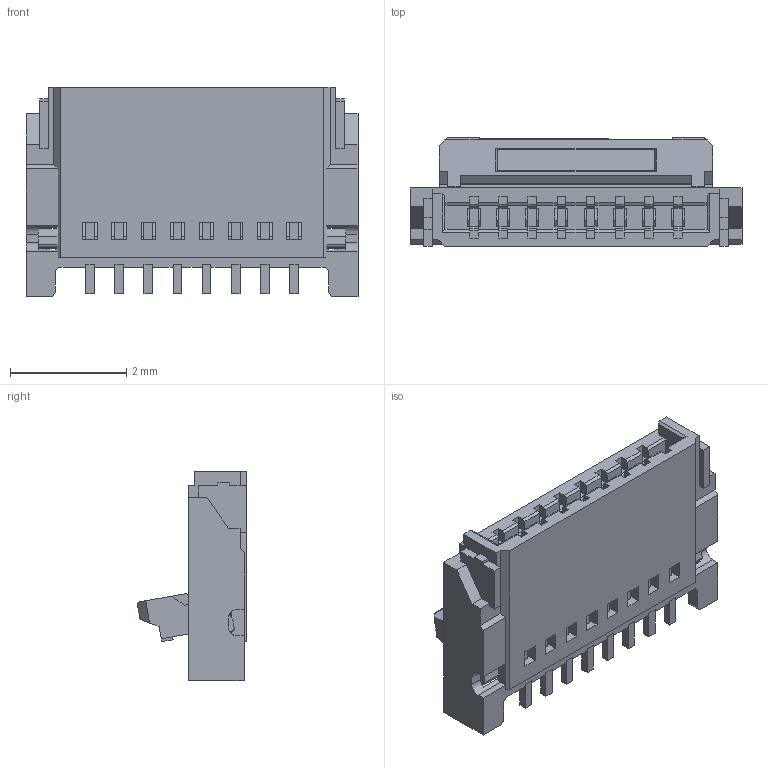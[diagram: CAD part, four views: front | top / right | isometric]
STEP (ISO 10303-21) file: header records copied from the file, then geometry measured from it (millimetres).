
FILE_DESCRIPTION (( 'STEP AP214' ), '1' );
FILE_NAME ('5034800800.STEP', '2020-05-19T18:01:37', ( '' ), ( '' ), 'SwSTEP 2.0', 'SolidWorks 2017', '' );
FILE_SCHEMA (( 'AUTOMOTIVE_DESIGN' ));
Length unit declared in the file: millimetre
Products named in the file (1): 5034800800
Bounding box: 5.7 x 1.87 x 3.6 mm (x, y, z)
Volume: 12.8 mm3; surface area: 134.7 mm2
Topology: 22 solids, 22 shells, 781 faces, 2283 edges, 1519 vertices
Faces by surface type: plane 640, cylinder 141
Entity records: 25888 total; most frequent: CARTESIAN_POINT 4590, ORIENTED_EDGE 4566, DIRECTION 4133, EDGE_CURVE 2283, VECTOR 1993, LINE 1993, VERTEX_POINT 1519, AXIS2_PLACEMENT_3D 1070
